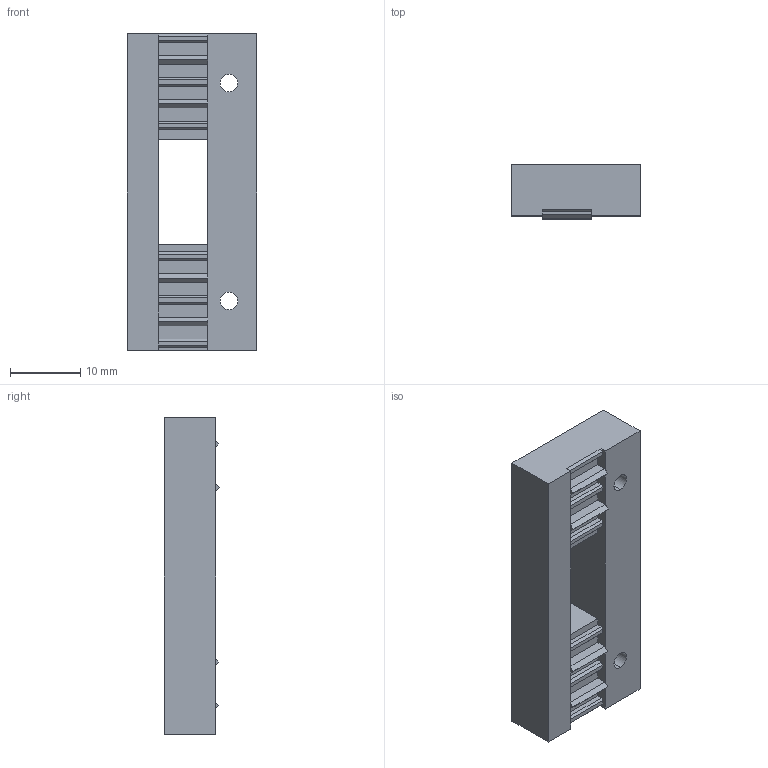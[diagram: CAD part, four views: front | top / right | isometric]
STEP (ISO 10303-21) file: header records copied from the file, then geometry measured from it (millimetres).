
FILE_DESCRIPTION (( 'STEP AP203' ), '1' );
FILE_NAME ('belt retainer.STEP', '2018-05-18T07:23:16', ( '' ), ( '' ), 'SwSTEP 2.0', 'SolidWorks 2018', '' );
FILE_SCHEMA (( 'CONFIG_CONTROL_DESIGN' ));
Length unit declared in the file: millimetre
Products named in the file (1): belt retainer
Bounding box: 18.5 x 7.87 x 45 mm (x, y, z)
Volume: 5024.1 mm3; surface area: 2981.4 mm2
Topology: 1 solids, 1 shells, 87 faces, 242 edges, 156 vertices
Faces by surface type: plane 83, cylinder 4
Entity records: 2805 total; most frequent: CARTESIAN_POINT 486, ORIENTED_EDGE 484, DIRECTION 426, EDGE_CURVE 242, LINE 234, VECTOR 234, VERTEX_POINT 156, AXIS2_PLACEMENT_3D 96
